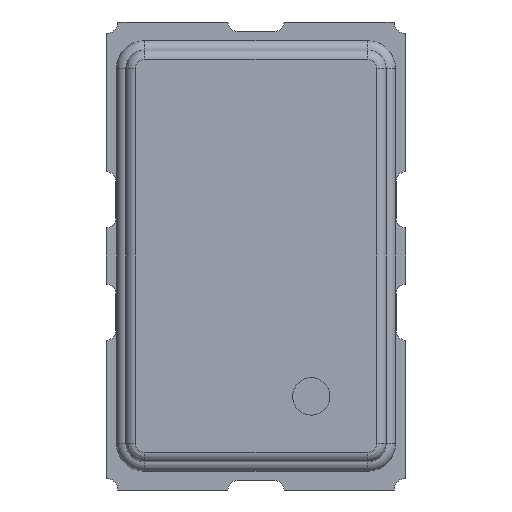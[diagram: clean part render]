
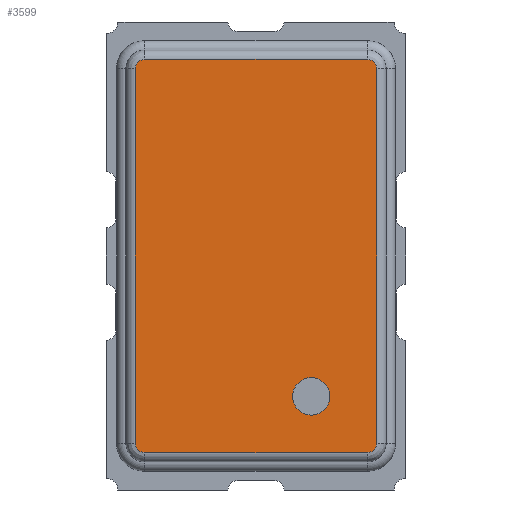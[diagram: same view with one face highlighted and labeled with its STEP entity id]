
A CAD part, left-side view. The second image highlights one B-rep face of the part: STEP entity #3599.
In plain terms, the highlighted planar face has unit normal (-1, 0, 0).
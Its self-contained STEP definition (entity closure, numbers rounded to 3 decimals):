
#356=LINE('',#5826,#723);
#358=LINE('',#5846,#725);
#360=LINE('',#5866,#727);
#362=LINE('',#5883,#729);
#723=VECTOR('',#4769,4.);
#725=VECTOR('',#4781,2.38);
#727=VECTOR('',#4793,4.);
#729=VECTOR('',#4803,2.38);
#850=PLANE('',#3890);
#862=FACE_BOUND('',#1192,.T.);
#1012=FACE_OUTER_BOUND('',#1191,.T.);
#1191=EDGE_LOOP('',(#3015,#3016,#3017,#3018,#3019,#3020,#3021,#3022));
#1192=EDGE_LOOP('',(#3023));
#1224=CIRCLE('',#3633,0.2);
#1325=CIRCLE('',#3873,0.1);
#1329=CIRCLE('',#3878,0.1);
#1333=CIRCLE('',#3883,0.1);
#1337=CIRCLE('',#3888,0.1);
#1362=VERTEX_POINT('',#4940);
#1656=VERTEX_POINT('',#5813);
#1659=VERTEX_POINT('',#5818);
#1661=VERTEX_POINT('',#5824);
#1663=VERTEX_POINT('',#5838);
#1665=VERTEX_POINT('',#5844);
#1667=VERTEX_POINT('',#5858);
#1669=VERTEX_POINT('',#5864);
#1671=VERTEX_POINT('',#5878);
#1694=EDGE_CURVE('',#1362,#1362,#1224,.T.);
#2128=EDGE_CURVE('',#1659,#1656,#1325,.T.);
#2131=EDGE_CURVE('',#1661,#1659,#356,.T.);
#2134=EDGE_CURVE('',#1663,#1661,#1329,.T.);
#2137=EDGE_CURVE('',#1665,#1663,#358,.T.);
#2140=EDGE_CURVE('',#1667,#1665,#1333,.T.);
#2143=EDGE_CURVE('',#1669,#1667,#360,.T.);
#2146=EDGE_CURVE('',#1671,#1669,#1337,.T.);
#2148=EDGE_CURVE('',#1656,#1671,#362,.T.);
#3015=ORIENTED_EDGE('',*,*,#2128,.F.);
#3016=ORIENTED_EDGE('',*,*,#2131,.F.);
#3017=ORIENTED_EDGE('',*,*,#2134,.F.);
#3018=ORIENTED_EDGE('',*,*,#2137,.F.);
#3019=ORIENTED_EDGE('',*,*,#2140,.F.);
#3020=ORIENTED_EDGE('',*,*,#2143,.F.);
#3021=ORIENTED_EDGE('',*,*,#2146,.F.);
#3022=ORIENTED_EDGE('',*,*,#2148,.F.);
#3023=ORIENTED_EDGE('',*,*,#1694,.T.);
#3599=ADVANCED_FACE('',(#1012,#862),#850,.F.);
#3633=AXIS2_PLACEMENT_3D('',#4941,#3949,#3950);
#3873=AXIS2_PLACEMENT_3D('',#5820,#4762,#4763);
#3878=AXIS2_PLACEMENT_3D('',#5840,#4774,#4775);
#3883=AXIS2_PLACEMENT_3D('',#5860,#4786,#4787);
#3888=AXIS2_PLACEMENT_3D('',#5880,#4798,#4799);
#3890=AXIS2_PLACEMENT_3D('',#5884,#4804,#4805);
#3949=DIRECTION('center_axis',(1.,0.,0.));
#3950=DIRECTION('ref_axis',(0.,0.,-1.));
#4762=DIRECTION('center_axis',(1.,0.,0.));
#4763=DIRECTION('ref_axis',(0.,0.707,0.707));
#4769=DIRECTION('',(0.,0.,1.));
#4774=DIRECTION('center_axis',(1.,0.,0.));
#4775=DIRECTION('ref_axis',(0.,0.707,-0.707));
#4781=DIRECTION('',(0.,1.,0.));
#4786=DIRECTION('center_axis',(1.,0.,0.));
#4787=DIRECTION('ref_axis',(0.,-0.707,-0.707));
#4793=DIRECTION('',(0.,0.,-1.));
#4798=DIRECTION('center_axis',(1.,0.,0.));
#4799=DIRECTION('ref_axis',(0.,-0.707,0.707));
#4803=DIRECTION('',(0.,-1.,0.));
#4804=DIRECTION('center_axis',(1.,0.,0.));
#4805=DIRECTION('ref_axis',(0.,0.,-1.));
#4940=CARTESIAN_POINT('',(-0.3,-0.59,-1.3));
#4941=CARTESIAN_POINT('Origin',(-0.3,-0.59,-1.5));
#5813=CARTESIAN_POINT('',(-0.3,1.19,2.1));
#5818=CARTESIAN_POINT('',(-0.3,1.29,2.));
#5820=CARTESIAN_POINT('Origin',(-0.3,1.19,2.));
#5824=CARTESIAN_POINT('',(-0.3,1.29,-2.));
#5826=CARTESIAN_POINT('',(-0.3,1.29,1.));
#5838=CARTESIAN_POINT('',(-0.3,1.19,-2.1));
#5840=CARTESIAN_POINT('Origin',(-0.3,1.19,-2.));
#5844=CARTESIAN_POINT('',(-0.3,-1.19,-2.1));
#5846=CARTESIAN_POINT('',(-0.3,0.595,-2.1));
#5858=CARTESIAN_POINT('',(-0.3,-1.29,-2.));
#5860=CARTESIAN_POINT('Origin',(-0.3,-1.19,-2.));
#5864=CARTESIAN_POINT('',(-0.3,-1.29,2.));
#5866=CARTESIAN_POINT('',(-0.3,-1.29,-1.));
#5878=CARTESIAN_POINT('',(-0.3,-1.19,2.1));
#5880=CARTESIAN_POINT('Origin',(-0.3,-1.19,2.));
#5883=CARTESIAN_POINT('',(-0.3,-0.595,2.1));
#5884=CARTESIAN_POINT('Origin',(-0.3,0.,0.));
